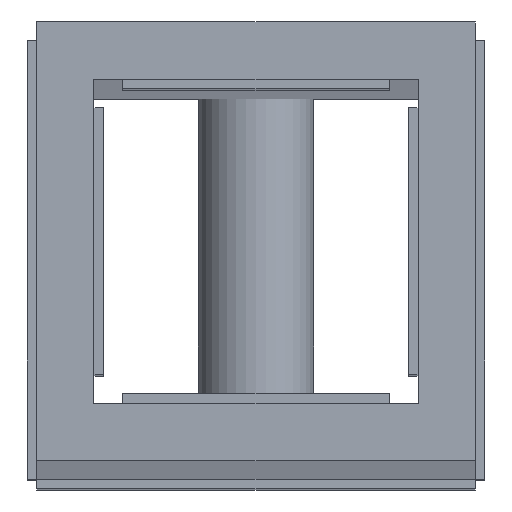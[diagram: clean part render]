
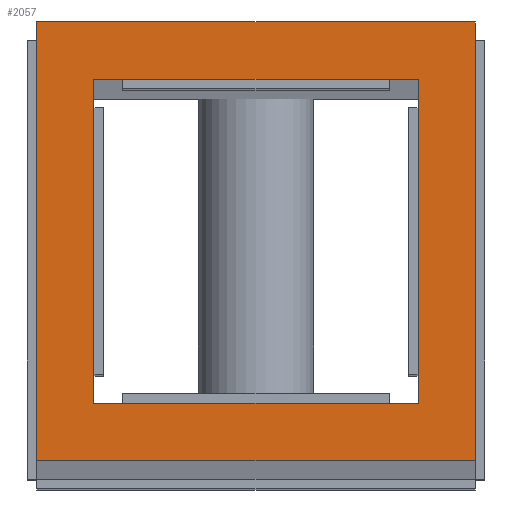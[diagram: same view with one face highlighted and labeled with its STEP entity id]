
A CAD part, top view. The second image highlights one B-rep face of the part: STEP entity #2057.
In plain terms, the highlighted face is planar.
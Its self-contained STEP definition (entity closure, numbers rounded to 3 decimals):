
#1674 = VERTEX_POINT('',#1675);
#1675 = CARTESIAN_POINT('',(-5.75,5.75,300.));
#1682 = PLANE('',#1683);
#1683 = AXIS2_PLACEMENT_3D('',#1684,#1685,#1686);
#1684 = CARTESIAN_POINT('',(-5.75,5.75,0.));
#1685 = DIRECTION('',(0.,1.,0.));
#1686 = DIRECTION('',(1.,0.,0.));
#1694 = PLANE('',#1695);
#1695 = AXIS2_PLACEMENT_3D('',#1696,#1697,#1698);
#1696 = CARTESIAN_POINT('',(-5.75,-5.75,0.));
#1697 = DIRECTION('',(-1.,0.,0.));
#1698 = DIRECTION('',(0.,1.,0.));
#1706 = EDGE_CURVE('',#1674,#1707,#1709,.T.);
#1707 = VERTEX_POINT('',#1708);
#1708 = CARTESIAN_POINT('',(5.75,5.75,300.));
#1709 = SURFACE_CURVE('',#1710,(#1714,#1721),.PCURVE_S1.);
#1710 = LINE('',#1711,#1712);
#1711 = CARTESIAN_POINT('',(-5.75,5.75,300.));
#1712 = VECTOR('',#1713,1.);
#1713 = DIRECTION('',(1.,0.,0.));
#1714 = PCURVE('',#1682,#1715);
#1715 = DEFINITIONAL_REPRESENTATION('',(#1716),#1720);
#1716 = LINE('',#1717,#1718);
#1717 = CARTESIAN_POINT('',(0.,-300.));
#1718 = VECTOR('',#1719,1.);
#1719 = DIRECTION('',(1.,0.));
#1720 = ( GEOMETRIC_REPRESENTATION_CONTEXT(2) 
PARAMETRIC_REPRESENTATION_CONTEXT() REPRESENTATION_CONTEXT('2D SPACE',''
  ) );
#1721 = PCURVE('',#1722,#1727);
#1722 = PLANE('',#1723);
#1723 = AXIS2_PLACEMENT_3D('',#1724,#1725,#1726);
#1724 = CARTESIAN_POINT('',(0.,0.,300.));
#1725 = DIRECTION('',(-0.,-0.,-1.));
#1726 = DIRECTION('',(-1.,0.,0.));
#1727 = DEFINITIONAL_REPRESENTATION('',(#1728),#1732);
#1728 = LINE('',#1729,#1730);
#1729 = CARTESIAN_POINT('',(5.75,5.75));
#1730 = VECTOR('',#1731,1.);
#1731 = DIRECTION('',(-1.,0.));
#1732 = ( GEOMETRIC_REPRESENTATION_CONTEXT(2) 
PARAMETRIC_REPRESENTATION_CONTEXT() REPRESENTATION_CONTEXT('2D SPACE',''
  ) );
#1750 = PLANE('',#1751);
#1751 = AXIS2_PLACEMENT_3D('',#1752,#1753,#1754);
#1752 = CARTESIAN_POINT('',(5.75,5.75,0.));
#1753 = DIRECTION('',(1.,0.,0.));
#1754 = DIRECTION('',(0.,-1.,0.));
#1825 = VERTEX_POINT('',#1826);
#1826 = CARTESIAN_POINT('',(-5.75,-5.75,300.));
#1840 = PLANE('',#1841);
#1841 = AXIS2_PLACEMENT_3D('',#1842,#1843,#1844);
#1842 = CARTESIAN_POINT('',(5.75,-5.75,0.));
#1843 = DIRECTION('',(0.,-1.,0.));
#1844 = DIRECTION('',(-1.,0.,0.));
#1852 = EDGE_CURVE('',#1825,#1674,#1853,.T.);
#1853 = SURFACE_CURVE('',#1854,(#1858,#1865),.PCURVE_S1.);
#1854 = LINE('',#1855,#1856);
#1855 = CARTESIAN_POINT('',(-5.75,-5.75,300.));
#1856 = VECTOR('',#1857,1.);
#1857 = DIRECTION('',(0.,1.,0.));
#1858 = PCURVE('',#1694,#1859);
#1859 = DEFINITIONAL_REPRESENTATION('',(#1860),#1864);
#1860 = LINE('',#1861,#1862);
#1861 = CARTESIAN_POINT('',(0.,-300.));
#1862 = VECTOR('',#1863,1.);
#1863 = DIRECTION('',(1.,0.));
#1864 = ( GEOMETRIC_REPRESENTATION_CONTEXT(2) 
PARAMETRIC_REPRESENTATION_CONTEXT() REPRESENTATION_CONTEXT('2D SPACE',''
  ) );
#1865 = PCURVE('',#1722,#1866);
#1866 = DEFINITIONAL_REPRESENTATION('',(#1867),#1871);
#1867 = LINE('',#1868,#1869);
#1868 = CARTESIAN_POINT('',(5.75,-5.75));
#1869 = VECTOR('',#1870,1.);
#1870 = DIRECTION('',(0.,1.));
#1871 = ( GEOMETRIC_REPRESENTATION_CONTEXT(2) 
PARAMETRIC_REPRESENTATION_CONTEXT() REPRESENTATION_CONTEXT('2D SPACE',''
  ) );
#1964 = PLANE('',#1965);
#1965 = AXIS2_PLACEMENT_3D('',#1966,#1967,#1968);
#1966 = CARTESIAN_POINT('',(-4.25,-4.25,0.));
#1967 = DIRECTION('',(-1.,0.,0.));
#1968 = DIRECTION('',(0.,1.,0.));
#1992 = PLANE('',#1993);
#1993 = AXIS2_PLACEMENT_3D('',#1994,#1995,#1996);
#1994 = CARTESIAN_POINT('',(4.25,-4.25,0.));
#1995 = DIRECTION('',(0.,-1.,0.));
#1996 = DIRECTION('',(-1.,0.,0.));
#2020 = PLANE('',#2021);
#2021 = AXIS2_PLACEMENT_3D('',#2022,#2023,#2024);
#2022 = CARTESIAN_POINT('',(4.25,4.25,0.));
#2023 = DIRECTION('',(1.,0.,0.));
#2024 = DIRECTION('',(0.,-1.,0.));
#2046 = PLANE('',#2047);
#2047 = AXIS2_PLACEMENT_3D('',#2048,#2049,#2050);
#2048 = CARTESIAN_POINT('',(-4.25,4.25,0.));
#2049 = DIRECTION('',(0.,1.,0.));
#2050 = DIRECTION('',(1.,0.,0.));
#2057 = ADVANCED_FACE('',(#2058,#2106),#1722,.T.);
#2058 = FACE_BOUND('',#2059,.T.);
#2059 = EDGE_LOOP('',(#2060,#2061,#2084,#2105));
#2060 = ORIENTED_EDGE('',*,*,#1706,.T.);
#2061 = ORIENTED_EDGE('',*,*,#2062,.T.);
#2062 = EDGE_CURVE('',#1707,#2063,#2065,.T.);
#2063 = VERTEX_POINT('',#2064);
#2064 = CARTESIAN_POINT('',(5.75,-5.75,300.));
#2065 = SURFACE_CURVE('',#2066,(#2070,#2077),.PCURVE_S1.);
#2066 = LINE('',#2067,#2068);
#2067 = CARTESIAN_POINT('',(5.75,5.75,300.));
#2068 = VECTOR('',#2069,1.);
#2069 = DIRECTION('',(0.,-1.,0.));
#2070 = PCURVE('',#1722,#2071);
#2071 = DEFINITIONAL_REPRESENTATION('',(#2072),#2076);
#2072 = LINE('',#2073,#2074);
#2073 = CARTESIAN_POINT('',(-5.75,5.75));
#2074 = VECTOR('',#2075,1.);
#2075 = DIRECTION('',(0.,-1.));
#2076 = ( GEOMETRIC_REPRESENTATION_CONTEXT(2) 
PARAMETRIC_REPRESENTATION_CONTEXT() REPRESENTATION_CONTEXT('2D SPACE',''
  ) );
#2077 = PCURVE('',#1750,#2078);
#2078 = DEFINITIONAL_REPRESENTATION('',(#2079),#2083);
#2079 = LINE('',#2080,#2081);
#2080 = CARTESIAN_POINT('',(0.,-300.));
#2081 = VECTOR('',#2082,1.);
#2082 = DIRECTION('',(1.,0.));
#2083 = ( GEOMETRIC_REPRESENTATION_CONTEXT(2) 
PARAMETRIC_REPRESENTATION_CONTEXT() REPRESENTATION_CONTEXT('2D SPACE',''
  ) );
#2084 = ORIENTED_EDGE('',*,*,#2085,.T.);
#2085 = EDGE_CURVE('',#2063,#1825,#2086,.T.);
#2086 = SURFACE_CURVE('',#2087,(#2091,#2098),.PCURVE_S1.);
#2087 = LINE('',#2088,#2089);
#2088 = CARTESIAN_POINT('',(5.75,-5.75,300.));
#2089 = VECTOR('',#2090,1.);
#2090 = DIRECTION('',(-1.,0.,0.));
#2091 = PCURVE('',#1722,#2092);
#2092 = DEFINITIONAL_REPRESENTATION('',(#2093),#2097);
#2093 = LINE('',#2094,#2095);
#2094 = CARTESIAN_POINT('',(-5.75,-5.75));
#2095 = VECTOR('',#2096,1.);
#2096 = DIRECTION('',(1.,0.));
#2097 = ( GEOMETRIC_REPRESENTATION_CONTEXT(2) 
PARAMETRIC_REPRESENTATION_CONTEXT() REPRESENTATION_CONTEXT('2D SPACE',''
  ) );
#2098 = PCURVE('',#1840,#2099);
#2099 = DEFINITIONAL_REPRESENTATION('',(#2100),#2104);
#2100 = LINE('',#2101,#2102);
#2101 = CARTESIAN_POINT('',(0.,-300.));
#2102 = VECTOR('',#2103,1.);
#2103 = DIRECTION('',(1.,0.));
#2104 = ( GEOMETRIC_REPRESENTATION_CONTEXT(2) 
PARAMETRIC_REPRESENTATION_CONTEXT() REPRESENTATION_CONTEXT('2D SPACE',''
  ) );
#2105 = ORIENTED_EDGE('',*,*,#1852,.T.);
#2106 = FACE_BOUND('',#2107,.T.);
#2107 = EDGE_LOOP('',(#2108,#2133,#2156,#2179));
#2108 = ORIENTED_EDGE('',*,*,#2109,.F.);
#2109 = EDGE_CURVE('',#2110,#2112,#2114,.T.);
#2110 = VERTEX_POINT('',#2111);
#2111 = CARTESIAN_POINT('',(-4.25,-4.25,300.));
#2112 = VERTEX_POINT('',#2113);
#2113 = CARTESIAN_POINT('',(-4.25,4.25,300.));
#2114 = SURFACE_CURVE('',#2115,(#2119,#2126),.PCURVE_S1.);
#2115 = LINE('',#2116,#2117);
#2116 = CARTESIAN_POINT('',(-4.25,-4.25,300.));
#2117 = VECTOR('',#2118,1.);
#2118 = DIRECTION('',(0.,1.,0.));
#2119 = PCURVE('',#1722,#2120);
#2120 = DEFINITIONAL_REPRESENTATION('',(#2121),#2125);
#2121 = LINE('',#2122,#2123);
#2122 = CARTESIAN_POINT('',(4.25,-4.25));
#2123 = VECTOR('',#2124,1.);
#2124 = DIRECTION('',(0.,1.));
#2125 = ( GEOMETRIC_REPRESENTATION_CONTEXT(2) 
PARAMETRIC_REPRESENTATION_CONTEXT() REPRESENTATION_CONTEXT('2D SPACE',''
  ) );
#2126 = PCURVE('',#1964,#2127);
#2127 = DEFINITIONAL_REPRESENTATION('',(#2128),#2132);
#2128 = LINE('',#2129,#2130);
#2129 = CARTESIAN_POINT('',(0.,-300.));
#2130 = VECTOR('',#2131,1.);
#2131 = DIRECTION('',(1.,0.));
#2132 = ( GEOMETRIC_REPRESENTATION_CONTEXT(2) 
PARAMETRIC_REPRESENTATION_CONTEXT() REPRESENTATION_CONTEXT('2D SPACE',''
  ) );
#2133 = ORIENTED_EDGE('',*,*,#2134,.F.);
#2134 = EDGE_CURVE('',#2135,#2110,#2137,.T.);
#2135 = VERTEX_POINT('',#2136);
#2136 = CARTESIAN_POINT('',(4.25,-4.25,300.));
#2137 = SURFACE_CURVE('',#2138,(#2142,#2149),.PCURVE_S1.);
#2138 = LINE('',#2139,#2140);
#2139 = CARTESIAN_POINT('',(4.25,-4.25,300.));
#2140 = VECTOR('',#2141,1.);
#2141 = DIRECTION('',(-1.,0.,0.));
#2142 = PCURVE('',#1722,#2143);
#2143 = DEFINITIONAL_REPRESENTATION('',(#2144),#2148);
#2144 = LINE('',#2145,#2146);
#2145 = CARTESIAN_POINT('',(-4.25,-4.25));
#2146 = VECTOR('',#2147,1.);
#2147 = DIRECTION('',(1.,0.));
#2148 = ( GEOMETRIC_REPRESENTATION_CONTEXT(2) 
PARAMETRIC_REPRESENTATION_CONTEXT() REPRESENTATION_CONTEXT('2D SPACE',''
  ) );
#2149 = PCURVE('',#1992,#2150);
#2150 = DEFINITIONAL_REPRESENTATION('',(#2151),#2155);
#2151 = LINE('',#2152,#2153);
#2152 = CARTESIAN_POINT('',(0.,-300.));
#2153 = VECTOR('',#2154,1.);
#2154 = DIRECTION('',(1.,0.));
#2155 = ( GEOMETRIC_REPRESENTATION_CONTEXT(2) 
PARAMETRIC_REPRESENTATION_CONTEXT() REPRESENTATION_CONTEXT('2D SPACE',''
  ) );
#2156 = ORIENTED_EDGE('',*,*,#2157,.F.);
#2157 = EDGE_CURVE('',#2158,#2135,#2160,.T.);
#2158 = VERTEX_POINT('',#2159);
#2159 = CARTESIAN_POINT('',(4.25,4.25,300.));
#2160 = SURFACE_CURVE('',#2161,(#2165,#2172),.PCURVE_S1.);
#2161 = LINE('',#2162,#2163);
#2162 = CARTESIAN_POINT('',(4.25,4.25,300.));
#2163 = VECTOR('',#2164,1.);
#2164 = DIRECTION('',(0.,-1.,0.));
#2165 = PCURVE('',#1722,#2166);
#2166 = DEFINITIONAL_REPRESENTATION('',(#2167),#2171);
#2167 = LINE('',#2168,#2169);
#2168 = CARTESIAN_POINT('',(-4.25,4.25));
#2169 = VECTOR('',#2170,1.);
#2170 = DIRECTION('',(0.,-1.));
#2171 = ( GEOMETRIC_REPRESENTATION_CONTEXT(2) 
PARAMETRIC_REPRESENTATION_CONTEXT() REPRESENTATION_CONTEXT('2D SPACE',''
  ) );
#2172 = PCURVE('',#2020,#2173);
#2173 = DEFINITIONAL_REPRESENTATION('',(#2174),#2178);
#2174 = LINE('',#2175,#2176);
#2175 = CARTESIAN_POINT('',(0.,-300.));
#2176 = VECTOR('',#2177,1.);
#2177 = DIRECTION('',(1.,0.));
#2178 = ( GEOMETRIC_REPRESENTATION_CONTEXT(2) 
PARAMETRIC_REPRESENTATION_CONTEXT() REPRESENTATION_CONTEXT('2D SPACE',''
  ) );
#2179 = ORIENTED_EDGE('',*,*,#2180,.F.);
#2180 = EDGE_CURVE('',#2112,#2158,#2181,.T.);
#2181 = SURFACE_CURVE('',#2182,(#2186,#2193),.PCURVE_S1.);
#2182 = LINE('',#2183,#2184);
#2183 = CARTESIAN_POINT('',(-4.25,4.25,300.));
#2184 = VECTOR('',#2185,1.);
#2185 = DIRECTION('',(1.,0.,0.));
#2186 = PCURVE('',#1722,#2187);
#2187 = DEFINITIONAL_REPRESENTATION('',(#2188),#2192);
#2188 = LINE('',#2189,#2190);
#2189 = CARTESIAN_POINT('',(4.25,4.25));
#2190 = VECTOR('',#2191,1.);
#2191 = DIRECTION('',(-1.,0.));
#2192 = ( GEOMETRIC_REPRESENTATION_CONTEXT(2) 
PARAMETRIC_REPRESENTATION_CONTEXT() REPRESENTATION_CONTEXT('2D SPACE',''
  ) );
#2193 = PCURVE('',#2046,#2194);
#2194 = DEFINITIONAL_REPRESENTATION('',(#2195),#2199);
#2195 = LINE('',#2196,#2197);
#2196 = CARTESIAN_POINT('',(0.,-300.));
#2197 = VECTOR('',#2198,1.);
#2198 = DIRECTION('',(1.,0.));
#2199 = ( GEOMETRIC_REPRESENTATION_CONTEXT(2) 
PARAMETRIC_REPRESENTATION_CONTEXT() REPRESENTATION_CONTEXT('2D SPACE',''
  ) );
